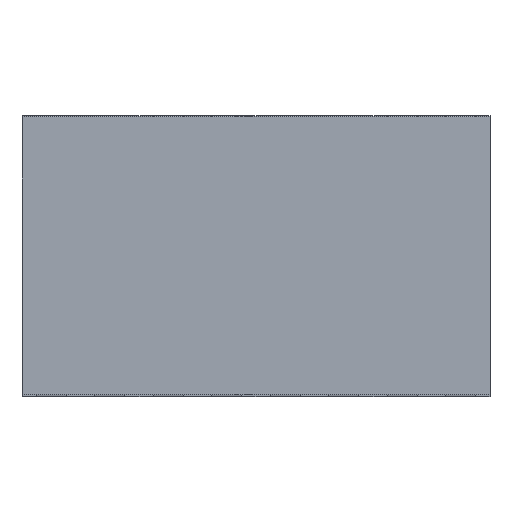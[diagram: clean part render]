
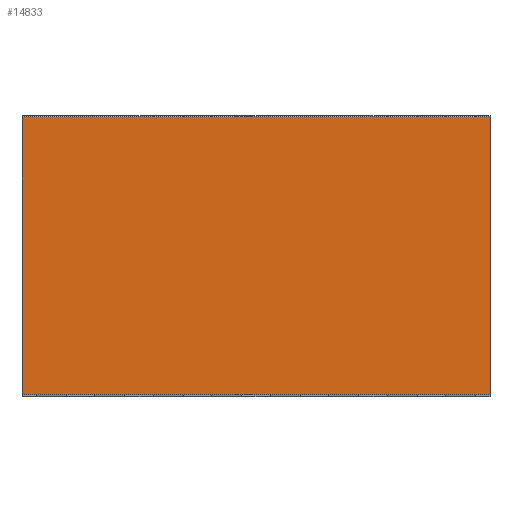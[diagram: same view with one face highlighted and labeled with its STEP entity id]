
A CAD part, top view. The second image highlights one B-rep face of the part: STEP entity #14833.
In plain terms, the highlighted face is planar.
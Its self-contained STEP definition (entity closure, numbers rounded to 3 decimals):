
#14482=DIRECTION('',(1.,0.,0.));
#14483=VECTOR('',#14482,59.4);
#14484=CARTESIAN_POINT('',(-29.7,1.5,50.));
#14485=LINE('',#14484,#14483);
#14490=DIRECTION('',(1.,0.,0.));
#14491=VECTOR('',#14490,59.4);
#14492=CARTESIAN_POINT('',(-29.7,1.5,-50.));
#14493=LINE('',#14492,#14491);
#14494=DIRECTION('',(0.,0.,1.));
#14495=VECTOR('',#14494,100.);
#14496=CARTESIAN_POINT('',(29.7,1.5,-50.));
#14497=LINE('',#14496,#14495);
#14502=DIRECTION('',(0.,0.,1.));
#14503=VECTOR('',#14502,100.);
#14504=CARTESIAN_POINT('',(-29.7,1.5,-50.));
#14505=LINE('',#14504,#14503);
#14666=CARTESIAN_POINT('',(29.7,1.5,-50.));
#14667=CARTESIAN_POINT('',(29.7,1.5,50.));
#14668=VERTEX_POINT('',#14666);
#14669=VERTEX_POINT('',#14667);
#14670=CARTESIAN_POINT('',(-29.7,1.5,-50.));
#14671=CARTESIAN_POINT('',(-29.7,1.5,50.));
#14672=VERTEX_POINT('',#14670);
#14673=VERTEX_POINT('',#14671);
#14821=CARTESIAN_POINT('',(-28.2,1.5,-50.));
#14822=DIRECTION('',(0.,1.,0.));
#14823=DIRECTION('',(-1.,0.,0.));
#14824=AXIS2_PLACEMENT_3D('',#14821,#14822,#14823);
#14825=PLANE('',#14824);
#14826=ORIENTED_EDGE('',*,*,#14803,.F.);
#14828=ORIENTED_EDGE('',*,*,#14827,.F.);
#14829=ORIENTED_EDGE('',*,*,#14707,.T.);
#14830=ORIENTED_EDGE('',*,*,#14816,.T.);
#14831=EDGE_LOOP('',(#14826,#14828,#14829,#14830));
#14832=FACE_OUTER_BOUND('',#14831,.F.);
#14707=EDGE_CURVE('',#14672,#14668,#14493,.T.);
#14803=EDGE_CURVE('',#14673,#14669,#14485,.T.);
#14816=EDGE_CURVE('',#14668,#14669,#14497,.T.);
#14827=EDGE_CURVE('',#14672,#14673,#14505,.T.);
#14833=ADVANCED_FACE('',(#14832),#14825,.T.);
